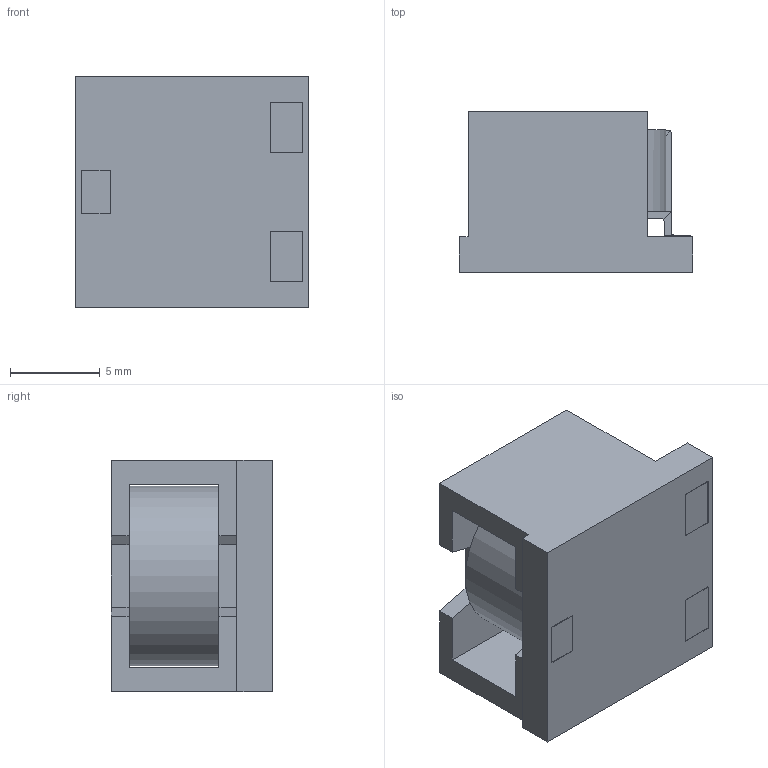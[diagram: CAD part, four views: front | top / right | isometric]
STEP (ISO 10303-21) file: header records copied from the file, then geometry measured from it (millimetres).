
FILE_DESCRIPTION (( 'STEP AP214' ), '1' );
FILE_NAME ('D0558752-C4E1-4342-80E7-D8C5FDA9CA68.STEP', '2023-02-01T13:57:42', ( '' ), ( '' ), 'SwSTEP 2.0', 'SolidWorks 2022', '' );
FILE_SCHEMA (( 'AUTOMOTIVE_DESIGN' ));
Length unit declared in the file: millimetre
Products named in the file (1): D0558752-C4E1-4342-80E7-D8C5FDA9CA68
Bounding box: 13 x 9 x 12.9 mm (x, y, z)
Surface area: 1336.4 mm2 (no closed solid volume)
Topology: 0 solids, 148 shells, 195 faces, 1550 edges, 1508 vertices
Faces by surface type: plane 163, bspline 24, cylinder 8
Entity records: 22718 total; most frequent: CARTESIAN_POINT 13102, ORIENTED_EDGE 1672, EDGE_CURVE 1550, VERTEX_POINT 1508, DIRECTION 1204, VECTOR 800, LINE 800, B_SPLINE_CURVE_WITH_KNOTS 718
